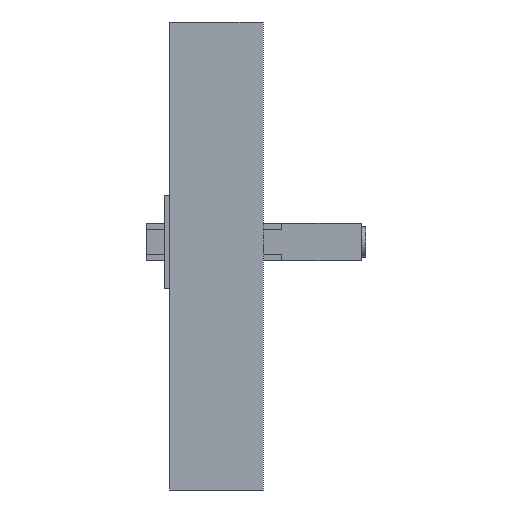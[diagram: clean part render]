
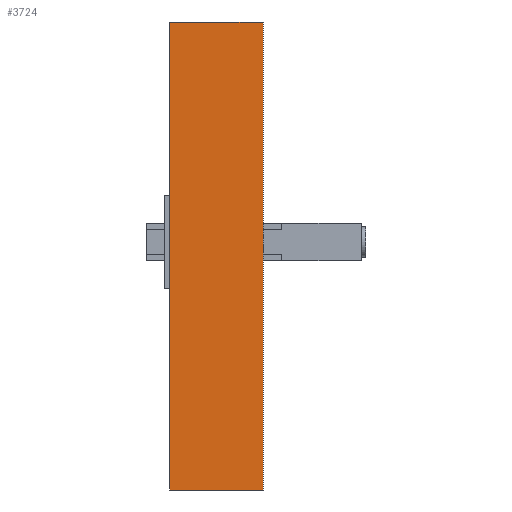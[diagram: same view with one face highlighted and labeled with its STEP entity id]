
A CAD part, left-side view. The second image highlights one B-rep face of the part: STEP entity #3724.
In plain terms, the highlighted planar face has unit normal (-1, 0, 0).
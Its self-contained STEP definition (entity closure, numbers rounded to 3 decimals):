
#1969 = PLANE('',#1970);
#1970 = AXIS2_PLACEMENT_3D('',#1971,#1972,#1973);
#1971 = CARTESIAN_POINT('',(1800.,2000.,10000.));
#1972 = DIRECTION('',(0.,-1.,0.));
#1973 = DIRECTION('',(1.,0.,0.));
#2671 = PLANE('',#2672);
#2672 = AXIS2_PLACEMENT_3D('',#2673,#2674,#2675);
#2673 = CARTESIAN_POINT('',(0.,0.,10000.));
#2674 = DIRECTION('',(0.,0.,1.));
#2675 = DIRECTION('',(1.,0.,0.));
#2725 = PLANE('',#2726);
#2726 = AXIS2_PLACEMENT_3D('',#2727,#2728,#2729);
#2727 = CARTESIAN_POINT('',(0.,0.,0.));
#2728 = DIRECTION('',(0.,0.,1.));
#2729 = DIRECTION('',(1.,0.,0.));
#2817 = VERTEX_POINT('',#2818);
#2818 = CARTESIAN_POINT('',(0.,2000.,0.));
#2887 = VERTEX_POINT('',#2888);
#2888 = CARTESIAN_POINT('',(0.,2000.,10000.));
#2909 = EDGE_CURVE('',#2887,#2817,#2910,.T.);
#2910 = SURFACE_CURVE('',#2911,(#2915,#2922),.PCURVE_S1.);
#2911 = LINE('',#2912,#2913);
#2912 = CARTESIAN_POINT('',(0.,2000.,10000.));
#2913 = VECTOR('',#2914,1.);
#2914 = DIRECTION('',(0.,0.,-1.));
#2915 = PCURVE('',#1969,#2916);
#2916 = DEFINITIONAL_REPRESENTATION('',(#2917),#2921);
#2917 = LINE('',#2918,#2919);
#2918 = CARTESIAN_POINT('',(-1800.,0.));
#2919 = VECTOR('',#2920,1.);
#2920 = DIRECTION('',(0.,-1.));
#2921 = ( GEOMETRIC_REPRESENTATION_CONTEXT(2) 
PARAMETRIC_REPRESENTATION_CONTEXT() REPRESENTATION_CONTEXT('2D SPACE',''
  ) );
#2922 = PCURVE('',#2923,#2928);
#2923 = PLANE('',#2924);
#2924 = AXIS2_PLACEMENT_3D('',#2925,#2926,#2927);
#2925 = CARTESIAN_POINT('',(0.,2000.,10000.));
#2926 = DIRECTION('',(1.,0.,0.));
#2927 = DIRECTION('',(0.,1.,0.));
#2928 = DEFINITIONAL_REPRESENTATION('',(#2929),#2933);
#2929 = LINE('',#2930,#2931);
#2930 = CARTESIAN_POINT('',(0.,0.));
#2931 = VECTOR('',#2932,1.);
#2932 = DIRECTION('',(0.,-1.));
#2933 = ( GEOMETRIC_REPRESENTATION_CONTEXT(2) 
PARAMETRIC_REPRESENTATION_CONTEXT() REPRESENTATION_CONTEXT('2D SPACE',''
  ) );
#3294 = EDGE_CURVE('',#2887,#3295,#3297,.T.);
#3295 = VERTEX_POINT('',#3296);
#3296 = CARTESIAN_POINT('',(0.,0.,10000.));
#3297 = SURFACE_CURVE('',#3298,(#3302,#3309),.PCURVE_S1.);
#3298 = LINE('',#3299,#3300);
#3299 = CARTESIAN_POINT('',(0.,2000.,10000.));
#3300 = VECTOR('',#3301,1.);
#3301 = DIRECTION('',(0.,-1.,0.));
#3302 = PCURVE('',#2671,#3303);
#3303 = DEFINITIONAL_REPRESENTATION('',(#3304),#3308);
#3304 = LINE('',#3305,#3306);
#3305 = CARTESIAN_POINT('',(0.,2000.));
#3306 = VECTOR('',#3307,1.);
#3307 = DIRECTION('',(0.,-1.));
#3308 = ( GEOMETRIC_REPRESENTATION_CONTEXT(2) 
PARAMETRIC_REPRESENTATION_CONTEXT() REPRESENTATION_CONTEXT('2D SPACE',''
  ) );
#3309 = PCURVE('',#2923,#3310);
#3310 = DEFINITIONAL_REPRESENTATION('',(#3311),#3315);
#3311 = LINE('',#3312,#3313);
#3312 = CARTESIAN_POINT('',(0.,0.));
#3313 = VECTOR('',#3314,1.);
#3314 = DIRECTION('',(-1.,0.));
#3315 = ( GEOMETRIC_REPRESENTATION_CONTEXT(2) 
PARAMETRIC_REPRESENTATION_CONTEXT() REPRESENTATION_CONTEXT('2D SPACE',''
  ) );
#3333 = PLANE('',#3334);
#3334 = AXIS2_PLACEMENT_3D('',#3335,#3336,#3337);
#3335 = CARTESIAN_POINT('',(0.,0.,10000.));
#3336 = DIRECTION('',(0.,1.,0.));
#3337 = DIRECTION('',(-1.,0.,0.));
#3510 = EDGE_CURVE('',#2817,#3511,#3513,.T.);
#3511 = VERTEX_POINT('',#3512);
#3512 = CARTESIAN_POINT('',(0.,0.,0.));
#3513 = SURFACE_CURVE('',#3514,(#3518,#3525),.PCURVE_S1.);
#3514 = LINE('',#3515,#3516);
#3515 = CARTESIAN_POINT('',(0.,2000.,0.));
#3516 = VECTOR('',#3517,1.);
#3517 = DIRECTION('',(0.,-1.,0.));
#3518 = PCURVE('',#2725,#3519);
#3519 = DEFINITIONAL_REPRESENTATION('',(#3520),#3524);
#3520 = LINE('',#3521,#3522);
#3521 = CARTESIAN_POINT('',(0.,2000.));
#3522 = VECTOR('',#3523,1.);
#3523 = DIRECTION('',(0.,-1.));
#3524 = ( GEOMETRIC_REPRESENTATION_CONTEXT(2) 
PARAMETRIC_REPRESENTATION_CONTEXT() REPRESENTATION_CONTEXT('2D SPACE',''
  ) );
#3525 = PCURVE('',#2923,#3526);
#3526 = DEFINITIONAL_REPRESENTATION('',(#3527),#3531);
#3527 = LINE('',#3528,#3529);
#3528 = CARTESIAN_POINT('',(0.,-10000.));
#3529 = VECTOR('',#3530,1.);
#3530 = DIRECTION('',(-1.,0.));
#3531 = ( GEOMETRIC_REPRESENTATION_CONTEXT(2) 
PARAMETRIC_REPRESENTATION_CONTEXT() REPRESENTATION_CONTEXT('2D SPACE',''
  ) );
#3724 = ADVANCED_FACE('',(#3725),#2923,.F.);
#3725 = FACE_BOUND('',#3726,.T.);
#3726 = EDGE_LOOP('',(#3727,#3728,#3749,#3750));
#3727 = ORIENTED_EDGE('',*,*,#3510,.T.);
#3728 = ORIENTED_EDGE('',*,*,#3729,.F.);
#3729 = EDGE_CURVE('',#3295,#3511,#3730,.T.);
#3730 = SURFACE_CURVE('',#3731,(#3735,#3742),.PCURVE_S1.);
#3731 = LINE('',#3732,#3733);
#3732 = CARTESIAN_POINT('',(0.,0.,10000.));
#3733 = VECTOR('',#3734,1.);
#3734 = DIRECTION('',(0.,0.,-1.));
#3735 = PCURVE('',#2923,#3736);
#3736 = DEFINITIONAL_REPRESENTATION('',(#3737),#3741);
#3737 = LINE('',#3738,#3739);
#3738 = CARTESIAN_POINT('',(-2000.,0.));
#3739 = VECTOR('',#3740,1.);
#3740 = DIRECTION('',(0.,-1.));
#3741 = ( GEOMETRIC_REPRESENTATION_CONTEXT(2) 
PARAMETRIC_REPRESENTATION_CONTEXT() REPRESENTATION_CONTEXT('2D SPACE',''
  ) );
#3742 = PCURVE('',#3333,#3743);
#3743 = DEFINITIONAL_REPRESENTATION('',(#3744),#3748);
#3744 = LINE('',#3745,#3746);
#3745 = CARTESIAN_POINT('',(0.,0.));
#3746 = VECTOR('',#3747,1.);
#3747 = DIRECTION('',(0.,-1.));
#3748 = ( GEOMETRIC_REPRESENTATION_CONTEXT(2) 
PARAMETRIC_REPRESENTATION_CONTEXT() REPRESENTATION_CONTEXT('2D SPACE',''
  ) );
#3749 = ORIENTED_EDGE('',*,*,#3294,.F.);
#3750 = ORIENTED_EDGE('',*,*,#2909,.T.);
